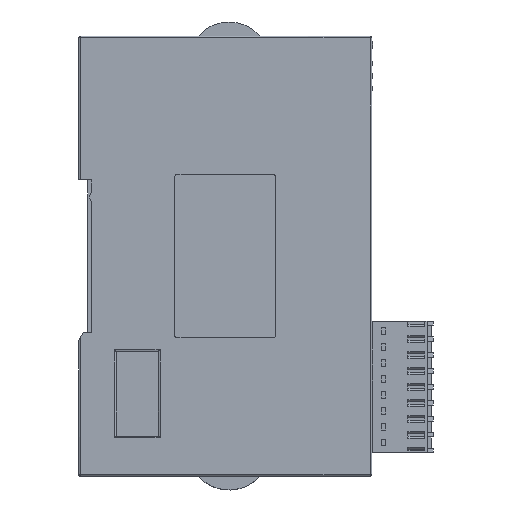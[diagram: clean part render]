
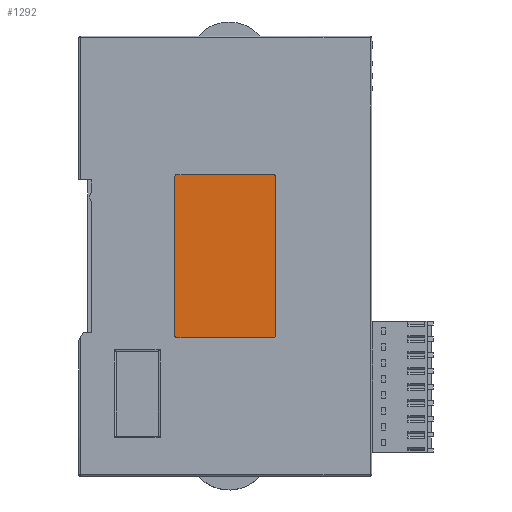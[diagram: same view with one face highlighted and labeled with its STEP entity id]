
A CAD part, left-side view. The second image highlights one B-rep face of the part: STEP entity #1292.
In plain terms, the highlighted planar face has unit normal (-1, 0, 0).
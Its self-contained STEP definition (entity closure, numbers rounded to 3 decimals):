
#1292=ADVANCED_FACE('',(#2503),#19921,.T.);
#2503=FACE_OUTER_BOUND('',#3827,.T.);
#3827=EDGE_LOOP('',(#9554,#9555,#9556,#9557,#9558,#9559,#9560,#9561));
#9554=ORIENTED_EDGE('',*,*,#11800,.F.);
#9555=ORIENTED_EDGE('',*,*,#11787,.F.);
#9556=ORIENTED_EDGE('',*,*,#11780,.F.);
#9557=ORIENTED_EDGE('',*,*,#11781,.F.);
#9558=ORIENTED_EDGE('',*,*,#11786,.F.);
#9559=ORIENTED_EDGE('',*,*,#11790,.F.);
#9560=ORIENTED_EDGE('',*,*,#11795,.F.);
#9561=ORIENTED_EDGE('',*,*,#11796,.F.);
#11780=EDGE_CURVE('',#17861,#17858,#13628,.T.);
#11781=EDGE_CURVE('',#17862,#17861,#15054,.T.);
#11786=EDGE_CURVE('',#17865,#17862,#13630,.T.);
#11787=EDGE_CURVE('',#17858,#17866,#15058,.T.);
#11790=EDGE_CURVE('',#17868,#17865,#15061,.T.);
#11795=EDGE_CURVE('',#17871,#17868,#13632,.T.);
#11796=EDGE_CURVE('',#17872,#17871,#15065,.T.);
#11800=EDGE_CURVE('',#17866,#17872,#13634,.T.);
#13628=(
BOUNDED_CURVE()
B_SPLINE_CURVE(2,(#32795,#32796,#32797),.UNSPECIFIED.,.F.,.F.)
B_SPLINE_CURVE_WITH_KNOTS((3,3),(0.,1.),.UNSPECIFIED.)
CURVE()
GEOMETRIC_REPRESENTATION_ITEM()
RATIONAL_B_SPLINE_CURVE((1.,0.707,1.))
REPRESENTATION_ITEM('')
);
#13630=(
BOUNDED_CURVE()
B_SPLINE_CURVE(2,(#32809,#32810,#32811),.UNSPECIFIED.,.F.,.F.)
B_SPLINE_CURVE_WITH_KNOTS((3,3),(0.,1.),.UNSPECIFIED.)
CURVE()
GEOMETRIC_REPRESENTATION_ITEM()
RATIONAL_B_SPLINE_CURVE((1.,0.707,1.))
REPRESENTATION_ITEM('')
);
#13632=(
BOUNDED_CURVE()
B_SPLINE_CURVE(2,(#32829,#32830,#32831),.UNSPECIFIED.,.F.,.F.)
B_SPLINE_CURVE_WITH_KNOTS((3,3),(0.,1.),.UNSPECIFIED.)
CURVE()
GEOMETRIC_REPRESENTATION_ITEM()
RATIONAL_B_SPLINE_CURVE((1.,0.707,1.))
REPRESENTATION_ITEM('')
);
#13634=(
BOUNDED_CURVE()
B_SPLINE_CURVE(2,(#32841,#32842,#32843),.UNSPECIFIED.,.F.,.F.)
B_SPLINE_CURVE_WITH_KNOTS((3,3),(0.,1.),.UNSPECIFIED.)
CURVE()
GEOMETRIC_REPRESENTATION_ITEM()
RATIONAL_B_SPLINE_CURVE((1.,0.707,1.))
REPRESENTATION_ITEM('')
);
#15054=B_SPLINE_CURVE_WITH_KNOTS('',1,(#32798,#32799),.UNSPECIFIED.,.F.,
 .F.,(2,2),(0.,23.),.UNSPECIFIED.);
#15058=B_SPLINE_CURVE_WITH_KNOTS('',1,(#32812,#32813),.UNSPECIFIED.,.F.,
 .F.,(2,2),(0.,38.),.UNSPECIFIED.);
#15061=B_SPLINE_CURVE_WITH_KNOTS('',1,(#32818,#32819),.UNSPECIFIED.,.F.,
 .F.,(2,2),(0.,38.),.UNSPECIFIED.);
#15065=B_SPLINE_CURVE_WITH_KNOTS('',1,(#32832,#32833),.UNSPECIFIED.,.F.,
 .F.,(2,2),(0.,23.),.UNSPECIFIED.);
#17858=VERTEX_POINT('',#27620);
#17861=VERTEX_POINT('',#27623);
#17862=VERTEX_POINT('',#27624);
#17865=VERTEX_POINT('',#27627);
#17866=VERTEX_POINT('',#27628);
#17868=VERTEX_POINT('',#27630);
#17871=VERTEX_POINT('',#27633);
#17872=VERTEX_POINT('',#27634);
#19921=PLANE('',#21022);
#21022=AXIS2_PLACEMENT_3D('',#26054,#22046,$);
#22046=DIRECTION('',(-1.,0.,0.));
#26054=CARTESIAN_POINT('',(-345.703,-71.468,212.686));
#27620=CARTESIAN_POINT('',(-345.703,-97.88,255.098));
#27623=CARTESIAN_POINT('',(-345.703,-97.38,255.598));
#27624=CARTESIAN_POINT('',(-345.703,-74.38,255.598));
#27627=CARTESIAN_POINT('',(-345.703,-73.88,255.098));
#27628=CARTESIAN_POINT('',(-345.703,-97.88,217.098));
#27630=CARTESIAN_POINT('',(-345.703,-73.88,217.098));
#27633=CARTESIAN_POINT('',(-345.703,-74.38,216.598));
#27634=CARTESIAN_POINT('',(-345.703,-97.38,216.598));
#32795=CARTESIAN_POINT('',(-345.703,-97.38,255.598));
#32796=CARTESIAN_POINT('',(-345.703,-97.88,255.598));
#32797=CARTESIAN_POINT('',(-345.703,-97.88,255.098));
#32798=CARTESIAN_POINT('',(-345.703,-74.38,255.598));
#32799=CARTESIAN_POINT('',(-345.703,-97.38,255.598));
#32809=CARTESIAN_POINT('',(-345.703,-73.88,255.098));
#32810=CARTESIAN_POINT('',(-345.703,-73.88,255.598));
#32811=CARTESIAN_POINT('',(-345.703,-74.38,255.598));
#32812=CARTESIAN_POINT('',(-345.703,-97.88,255.098));
#32813=CARTESIAN_POINT('',(-345.703,-97.88,217.098));
#32818=CARTESIAN_POINT('',(-345.703,-73.88,217.098));
#32819=CARTESIAN_POINT('',(-345.703,-73.88,255.098));
#32829=CARTESIAN_POINT('',(-345.703,-74.38,216.598));
#32830=CARTESIAN_POINT('',(-345.703,-73.88,216.598));
#32831=CARTESIAN_POINT('',(-345.703,-73.88,217.098));
#32832=CARTESIAN_POINT('',(-345.703,-97.38,216.598));
#32833=CARTESIAN_POINT('',(-345.703,-74.38,216.598));
#32841=CARTESIAN_POINT('',(-345.703,-97.88,217.098));
#32842=CARTESIAN_POINT('',(-345.703,-97.88,216.598));
#32843=CARTESIAN_POINT('',(-345.703,-97.38,216.598));
